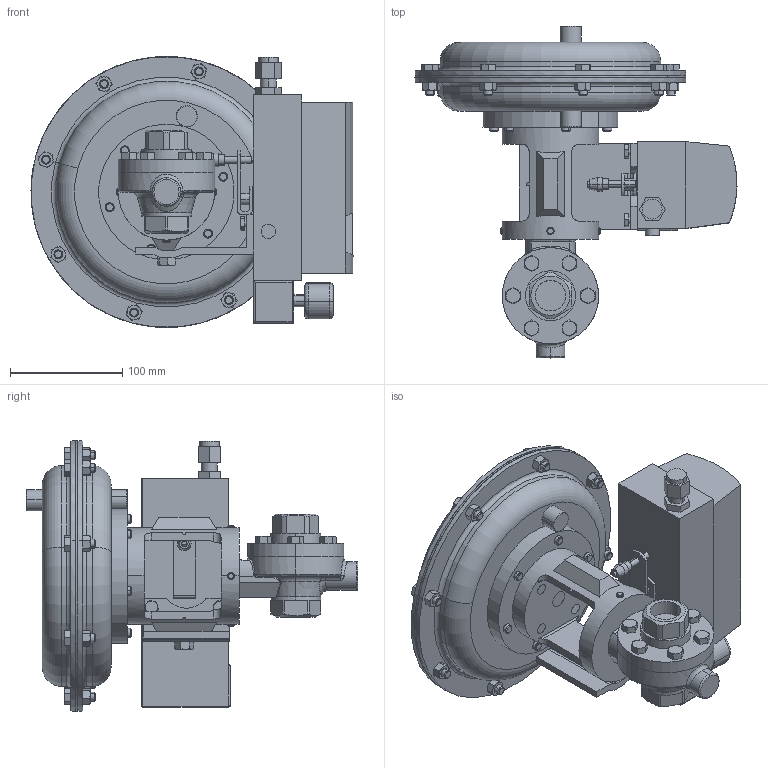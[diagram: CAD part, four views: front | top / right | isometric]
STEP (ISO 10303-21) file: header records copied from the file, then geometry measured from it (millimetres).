
FILE_DESCRIPTION (( 'STEP AP203' ), '1' );
FILE_NAME ('70SP-075-CS+S6-SW-35M-16IQ.STEP', '2017-09-11T15:56:04', ( '' ), ( '' ), 'SwSTEP 2.0', 'SolidWorks 2014', '' );
FILE_SCHEMA (( 'CONFIG_CONTROL_DESIGN' ));
Length unit declared in the file: inch
Products named in the file (1): 70SP-075-CS+S6-SW-35M-16IQ
Bounding box: 286.72 x 295.44 x 241.28 mm (x, y, z)
Volume: 3907823.3 mm3; surface area: 333529.5 mm2
Topology: 2 solids, 2 shells, 874 faces, 2024 edges, 1242 vertices
Faces by surface type: plane 373, cone 265, cylinder 186, torus 28, bspline 18, sphere 4
Full cylindrical faces by diameter (mm): 6.528 x1, 9.525 x4, 14.732 x1, 54.864 x1
Entity records: 28302 total; most frequent: CARTESIAN_POINT 9057, ORIENTED_EDGE 4032, DIRECTION 3870, EDGE_CURVE 2016, AXIS2_PLACEMENT_3D 1543, VERTEX_POINT 1242, EDGE_LOOP 974, FACE_OUTER_BOUND 874
